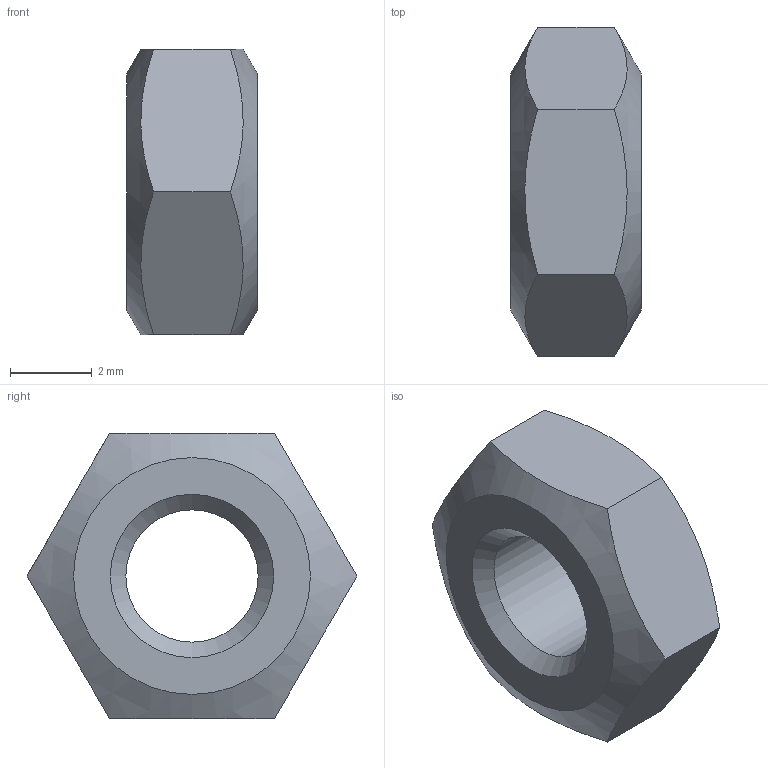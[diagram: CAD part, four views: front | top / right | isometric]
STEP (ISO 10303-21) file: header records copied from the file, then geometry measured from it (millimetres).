
FILE_DESCRIPTION(/* description */ ('Alibre Inc.'),/* implementation_level */ '2;1');
FILE_NAME(/* name */ 'export-43D3B771-FE43-4069-AC02-40F6344335DF',/* time_stamp */ '2021-04-02T13:59:54+02:00',/* author */ (''),/* organization */ (''),/* preprocessor_version */ 'ST-DEVELOPER v17',/* originating_system */ 'Alibre',/* authorisation */ '');
FILE_SCHEMA (('AUTOMOTIVE_DESIGN'));
Length unit declared in the file: millimetre
Products named in the file (1): HI_Hexagon nut DIN 934 M4 01300.040.001(High)
Bounding box: 3.2 x 8.08 x 7 mm (x, y, z)
Volume: 100 mm3; surface area: 157.4 mm2
Topology: 1 solids, 1 shells, 13 faces, 34 edges, 23 vertices
Faces by surface type: plane 8, cone 4, cylinder 1
Full cylindrical faces by diameter (mm): 3.242 x1
Entity records: 422 total; most frequent: CARTESIAN_POINT 98, ORIENTED_EDGE 68, DIRECTION 47, EDGE_CURVE 34, VERTEX_POINT 23, AXIS2_PLACEMENT_3D 22, EDGE_LOOP 15, FACE_BOUND 15
